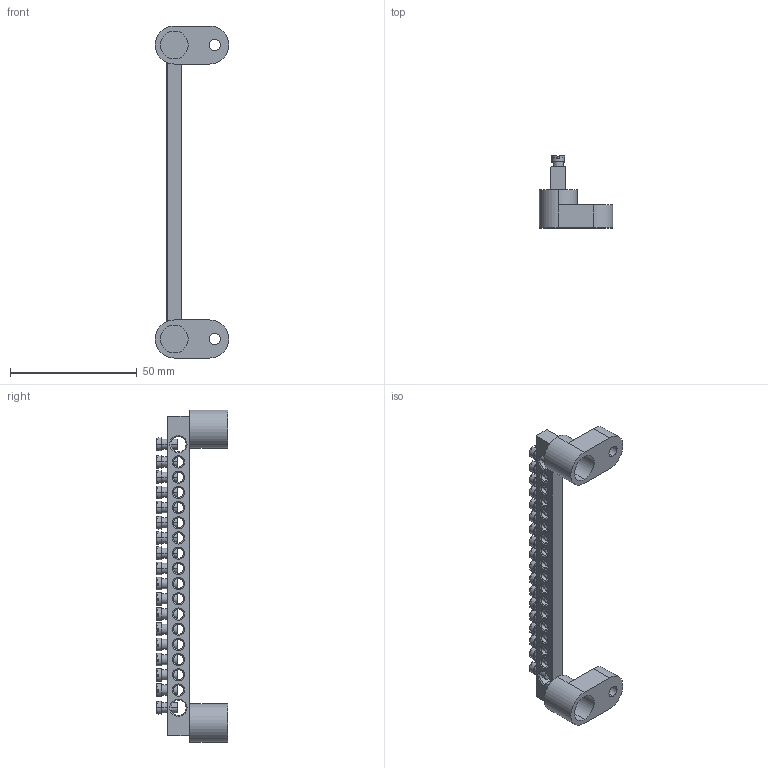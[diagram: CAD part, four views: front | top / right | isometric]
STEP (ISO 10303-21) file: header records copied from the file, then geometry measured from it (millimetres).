
FILE_DESCRIPTION (( 'STEP AP214' ), '1' );
FILE_NAME ('YNN10-69-18C2-K05 Øèíà PE çåìëÿ íà äâóõ óãëîâûõ èçîë ØÍÈ-6õ9-18-Ó2-Æ ÈÝÊ.STEP', '2016-08-24T06:09:25', ( 'user' ), ( '' ), 'SwSTEP 2.0', 'SolidWorks 2014', '' );
FILE_SCHEMA (( 'AUTOMOTIVE_DESIGN' ));
Length unit declared in the file: millimetre
Products named in the file (4): YNN10-69-18C2-K05 Øèíà PE çåìëÿ íà äâóõ óãëîâûõ èçîë ØÍÈ-6õ9-18-Ó2-Æ ÈÝÊ; Óãëîâîé èçîëÿòîð äëÿ 0 øèíû æ¸ëòûé; Øèíà ÂõÍ n-2_6å9 18-2; Âèíò_Œ4
Assembly tree (21 placements, depth 2):
  YNN10-69-18C2-K05 Øèíà PE çåìëÿ íà äâóõ óãëîâûõ èçîë ØÍÈ-6õ9-18-Ó2-Æ ÈÝÊ
    Óãëîâîé èçîëÿòîð äëÿ 0 øèíû æ¸ëòûé  x2
    Øèíà ÂõÍ n-2_6å9 18-2
    Âèíò_Œ4  x18
Bounding box: 29 x 28.3 x 131 mm (x, y, z)
Volume: 13483.6 mm3; surface area: 12269.1 mm2
Topology: 21 solids, 21 shells, 944 faces, 2530 edges, 1630 vertices
Faces by surface type: plane 580, cone 202, cylinder 162
Entity records: 9199 total; most frequent: CARTESIAN_POINT 2302, DIRECTION 1391, ORIENTED_EDGE 1226, EDGE_CURVE 613, AXIS2_PLACEMENT_3D 554, VERTEX_POINT 371, EDGE_LOOP 332, VECTOR 283
